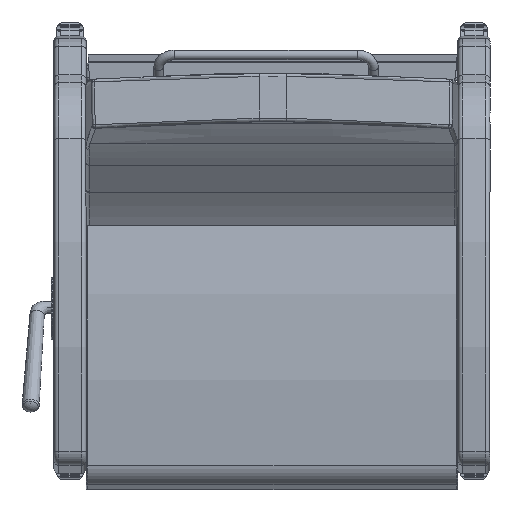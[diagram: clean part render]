
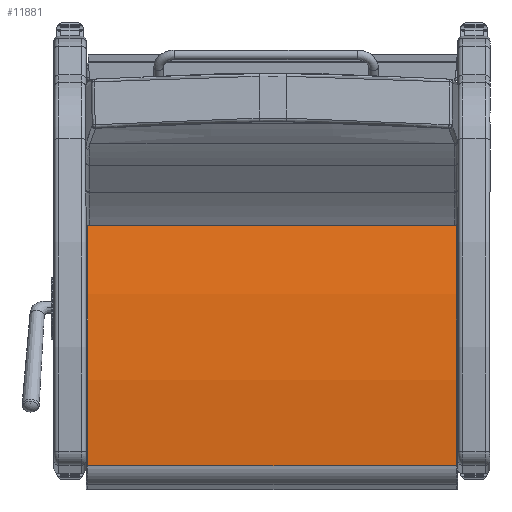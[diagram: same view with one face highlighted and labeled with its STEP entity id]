
A CAD part, front view. The second image highlights one B-rep face of the part: STEP entity #11881.
In plain terms, the highlighted free-form (B-spline) face has degree [3, 1] with [18, 2] control points.
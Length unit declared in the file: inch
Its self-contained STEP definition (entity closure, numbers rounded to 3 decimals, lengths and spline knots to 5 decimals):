
#631=B_SPLINE_SURFACE_WITH_KNOTS('',3,1,((#22719,#22720),(#22721,#22722),
(#22723,#22724),(#22725,#22726),(#22727,#22728),(#22729,#22730),(#22731,
#22732),(#22733,#22734),(#22735,#22736),(#22737,#22738),(#22739,#22740),
(#22741,#22742),(#22743,#22744),(#22745,#22746),(#22747,#22748),(#22749,
#22750),(#22751,#22752),(#22753,#22754)),.UNSPECIFIED.,.F.,.F.,.F.,(4,1,
1,1,1,1,1,1,1,1,1,1,1,1,1,4),(2,2),(-1.69612,-1.66826,
-1.6404,-1.62647,-1.59861,-1.58468,
-1.55682,-1.54289,-1.51503,-1.5011,-1.47324,
-1.45931,-1.43145,-1.41752,-1.38966,
-1.3618),(0.,110.49),.UNSPECIFIED.);
#969=ELLIPSE('',#13442,60.30357,60.25);
#971=ELLIPSE('',#13464,60.30357,60.25);
#1548=LINE('',#22717,#2258);
#1549=LINE('',#22756,#2259);
#2258=VECTOR('',#16560,0.3937);
#2259=VECTOR('',#16563,0.3937);
#3128=FACE_OUTER_BOUND('',#3924,.T.);
#3924=EDGE_LOOP('',(#9983,#9984,#9985,#9986));
#5683=VERTEX_POINT('',#22348);
#5684=VERTEX_POINT('',#22349);
#5703=VERTEX_POINT('',#22716);
#5704=VERTEX_POINT('',#22755);
#7167=EDGE_CURVE('',#5683,#5684,#969,.T.);
#7196=EDGE_CURVE('',#5703,#5684,#1548,.T.);
#7198=EDGE_CURVE('',#5704,#5683,#1549,.T.);
#7199=EDGE_CURVE('',#5703,#5704,#971,.T.);
#9983=ORIENTED_EDGE('',*,*,#7167,.F.);
#9984=ORIENTED_EDGE('',*,*,#7198,.F.);
#9985=ORIENTED_EDGE('',*,*,#7199,.F.);
#9986=ORIENTED_EDGE('',*,*,#7196,.T.);
#11881=ADVANCED_FACE('',(#3128),#631,.T.);
#13442=AXIS2_PLACEMENT_3D('',#22350,#16509,#16510);
#13464=AXIS2_PLACEMENT_3D('',#22757,#16564,#16565);
#16509=DIRECTION('center_axis',(0.,0.,
-1.));
#16510=DIRECTION('ref_axis',(1.,0.,0.));
#16560=DIRECTION('',(0.,0.,-1.));
#16563=DIRECTION('',(0.,0.,-1.));
#16564=DIRECTION('center_axis',(0.,0.,1.));
#16565=DIRECTION('ref_axis',(1.,0.,0.));
#22348=CARTESIAN_POINT('',(3.60935,-1.68389,0.124));
#22349=CARTESIAN_POINT('',(23.65848,-2.52291,0.124));
#22350=CARTESIAN_POINT('Origin',(11.14546,-61.46156,0.124));
#22716=CARTESIAN_POINT('',(23.65848,-2.52291,28.876));
#22717=CARTESIAN_POINT('',(23.65848,-2.52291,29.));
#22719=CARTESIAN_POINT('Ctrl Pts',(3.60935,-1.68389,29.));
#22720=CARTESIAN_POINT('Ctrl Pts',(3.60935,-1.68389,-14.5));
#22721=CARTESIAN_POINT('Ctrl Pts',(4.16497,-1.61396,29.));
#22722=CARTESIAN_POINT('Ctrl Pts',(4.16497,-1.61396,-14.5));
#22723=CARTESIAN_POINT('Ctrl Pts',(5.27817,-1.48959,29.));
#22724=CARTESIAN_POINT('Ctrl Pts',(5.27817,-1.48959,-14.5));
#22725=CARTESIAN_POINT('Ctrl Pts',(6.67346,-1.3729,29.));
#22726=CARTESIAN_POINT('Ctrl Pts',(6.67346,-1.3729,-14.5));
#22727=CARTESIAN_POINT('Ctrl Pts',(8.07078,-1.28537,29.));
#22728=CARTESIAN_POINT('Ctrl Pts',(8.07078,-1.28537,-14.5));
#22729=CARTESIAN_POINT('Ctrl Pts',(9.18994,-1.2387,29.));
#22730=CARTESIAN_POINT('Ctrl Pts',(9.18994,-1.2387,-14.5));
#22731=CARTESIAN_POINT('Ctrl Pts',(10.5897,-1.20957,29.));
#22732=CARTESIAN_POINT('Ctrl Pts',(10.5897,-1.20957,-14.5));
#22733=CARTESIAN_POINT('Ctrl Pts',(11.70984,-1.20965,29.));
#22734=CARTESIAN_POINT('Ctrl Pts',(11.70984,-1.20965,-14.5));
#22735=CARTESIAN_POINT('Ctrl Pts',(13.1096,-1.23898,29.));
#22736=CARTESIAN_POINT('Ctrl Pts',(13.1096,-1.23898,-14.5));
#22737=CARTESIAN_POINT('Ctrl Pts',(14.22875,-1.28581,29.));
#22738=CARTESIAN_POINT('Ctrl Pts',(14.22875,-1.28581,-14.5));
#22739=CARTESIAN_POINT('Ctrl Pts',(15.62606,-1.37354,29.));
#22740=CARTESIAN_POINT('Ctrl Pts',(15.62606,-1.37354,-14.5));
#22741=CARTESIAN_POINT('Ctrl Pts',(16.74228,-1.46705,29.));
#22742=CARTESIAN_POINT('Ctrl Pts',(16.74228,-1.46705,-14.5));
#22743=CARTESIAN_POINT('Ctrl Pts',(18.1347,-1.61302,29.));
#22744=CARTESIAN_POINT('Ctrl Pts',(18.1347,-1.61302,-14.5));
#22745=CARTESIAN_POINT('Ctrl Pts',(19.24603,-1.75304,29.));
#22746=CARTESIAN_POINT('Ctrl Pts',(19.24603,-1.75304,-14.5));
#22747=CARTESIAN_POINT('Ctrl Pts',(20.63114,-1.95701,29.));
#22748=CARTESIAN_POINT('Ctrl Pts',(20.63114,-1.95701,-14.5));
#22749=CARTESIAN_POINT('Ctrl Pts',(22.01177,-2.18986,29.));
#22750=CARTESIAN_POINT('Ctrl Pts',(22.01177,-2.18986,-14.5));
#22751=CARTESIAN_POINT('Ctrl Pts',(23.11066,-2.40681,29.));
#22752=CARTESIAN_POINT('Ctrl Pts',(23.11066,-2.40681,-14.5));
#22753=CARTESIAN_POINT('Ctrl Pts',(23.65848,-2.52291,29.));
#22754=CARTESIAN_POINT('Ctrl Pts',(23.65848,-2.52291,-14.5));
#22755=CARTESIAN_POINT('',(3.60935,-1.68389,28.876));
#22756=CARTESIAN_POINT('',(3.60935,-1.68389,29.));
#22757=CARTESIAN_POINT('Origin',(11.14546,-61.46156,28.876));
